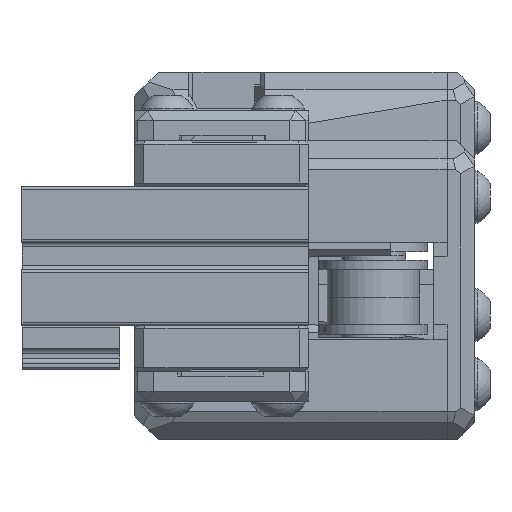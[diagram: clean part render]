
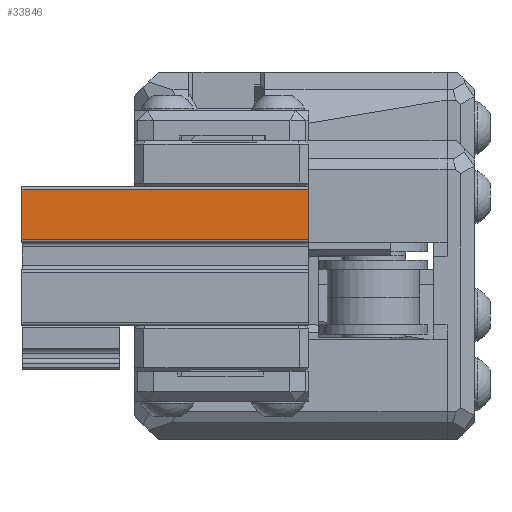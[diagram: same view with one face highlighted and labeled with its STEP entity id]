
A CAD part, left-side view. The second image highlights one B-rep face of the part: STEP entity #33846.
In plain terms, the highlighted planar face has unit normal (-1, 0, 0).
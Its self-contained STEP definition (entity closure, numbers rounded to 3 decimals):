
#1405=PLANE('',#36665);
#2770=FACE_OUTER_BOUND('',#4779,.T.);
#4779=EDGE_LOOP('',(#24357,#24358,#24359,#24360));
#6716=LINE('',#51736,#10134);
#6893=LINE('',#52306,#10311);
#6894=LINE('',#52310,#10312);
#6895=LINE('',#52311,#10313);
#10134=VECTOR('',#40516,5.5);
#10311=VECTOR('',#41035,31.);
#10312=VECTOR('',#41040,31.);
#10313=VECTOR('',#41041,5.5);
#14932=VERTEX_POINT('',#51733);
#14933=VERTEX_POINT('',#51735);
#15155=VERTEX_POINT('',#52305);
#15156=VERTEX_POINT('',#52309);
#18373=EDGE_CURVE('',#14933,#14932,#6716,.T.);
#18658=EDGE_CURVE('',#14933,#15155,#6893,.T.);
#18660=EDGE_CURVE('',#14932,#15156,#6894,.T.);
#18661=EDGE_CURVE('',#15155,#15156,#6895,.T.);
#24357=ORIENTED_EDGE('',*,*,#18373,.T.);
#24358=ORIENTED_EDGE('',*,*,#18660,.T.);
#24359=ORIENTED_EDGE('',*,*,#18661,.F.);
#24360=ORIENTED_EDGE('',*,*,#18658,.F.);
#33846=ADVANCED_FACE('',(#2770),#1405,.T.);
#36665=AXIS2_PLACEMENT_3D('',#52308,#41038,#41039);
#40516=DIRECTION('',(0.,0.,-1.));
#41035=DIRECTION('',(0.,-1.,0.));
#41038=DIRECTION('center_axis',(-1.,0.,0.));
#41039=DIRECTION('ref_axis',(0.,0.,1.));
#41040=DIRECTION('',(0.,-1.,0.));
#41041=DIRECTION('',(0.,0.,-1.));
#51733=CARTESIAN_POINT('',(17.747,43.847,29.778));
#51735=CARTESIAN_POINT('',(17.747,43.847,35.278));
#51736=CARTESIAN_POINT('',(17.747,43.847,35.278));
#52305=CARTESIAN_POINT('',(17.747,12.847,35.278));
#52306=CARTESIAN_POINT('',(17.747,43.847,35.278));
#52308=CARTESIAN_POINT('Origin',(17.747,42.847,29.778));
#52309=CARTESIAN_POINT('',(17.747,12.847,29.778));
#52310=CARTESIAN_POINT('',(17.747,43.847,29.778));
#52311=CARTESIAN_POINT('',(17.747,12.847,35.278));
